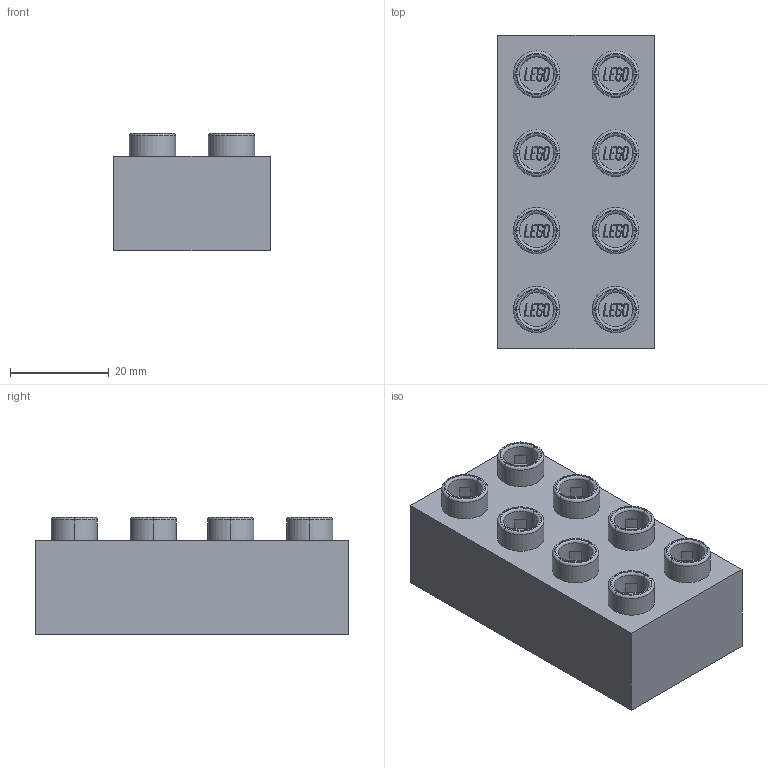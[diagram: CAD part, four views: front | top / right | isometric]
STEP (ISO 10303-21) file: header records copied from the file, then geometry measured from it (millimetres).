
FILE_DESCRIPTION((''),'2;1');
FILE_NAME('PRT0004','2022-07-14T14:39:36',('kranzp'),(''),'CREO PARAMETRIC BY PTC INC, 2021184','CREO PARAMETRIC BY PTC INC, 2021184','');
FILE_SCHEMA(('AUTOMOTIVE_DESIGN { 1 0 10303 214 1 1 1 1 }'));
Products named in the file (1): PRT0004
Bounding box: 31.7 x 63.4 x 23.7 mm (x, y, z)
Volume: 12648.4 mm3; surface area: 16692.4 mm2
Topology: 1 solids, 1 shells, 822 faces, 2177 edges, 1385 vertices
Faces by surface type: plane 250, extrusion 184, revolution 176, cylinder 136, torus 40, sphere 32, bspline 4
Entity records: 50910 total; most frequent: CARTESIAN_POINT 13980, ORIENTED_EDGE 4280, PRESENTATION_STYLE_ASSIGNMENT 3326, DIRECTION 3317, STYLED_ITEM 2504, CURVE_STYLE 2503, EDGE_CURVE 2140, FILL_AREA_STYLE_COLOUR 1645
